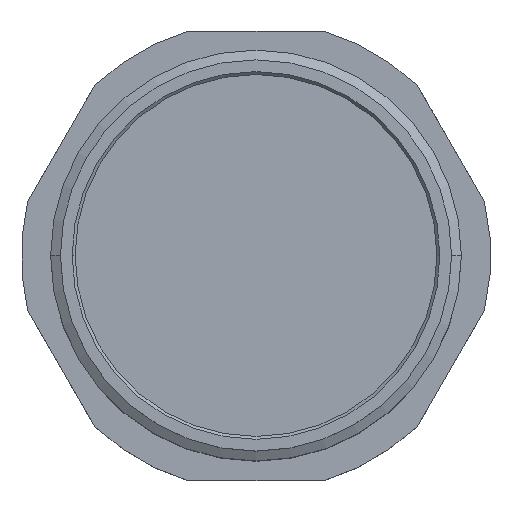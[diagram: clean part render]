
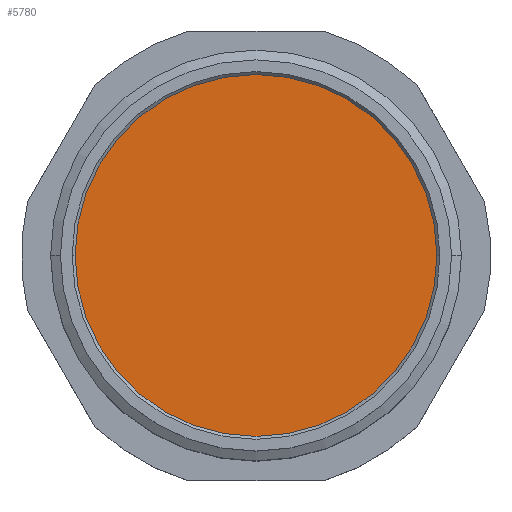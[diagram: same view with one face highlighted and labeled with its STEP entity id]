
A CAD part, top view. The second image highlights one B-rep face of the part: STEP entity #5780.
In plain terms, the highlighted planar face has unit normal (0, 0, 1).
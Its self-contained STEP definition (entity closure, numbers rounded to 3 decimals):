
#3220=CARTESIAN_POINT('',(65.5,47.,-0.3));
#3230=VERTEX_POINT('',#3220);
#3260=CARTESIAN_POINT('',(47.,47.,-0.3));
#3270=DIRECTION('',(0.,0.,1.));
#3280=DIRECTION('',(1.,0.,0.));
#3290=AXIS2_PLACEMENT_3D('',#3260,#3270,#3280);
#3300=CIRCLE('',#3290,18.5);
#3310=CARTESIAN_POINT('',(28.5,47.,-0.3));
#3320=VERTEX_POINT('484373-1176476623-15c55b27c6-0 491441',#3310);
#3330=EDGE_CURVE('484373-1176476623-15c55b27c6-0 486751',#3230,#3320,
#3300,.T.);
#3520=EDGE_CURVE('484373-1176476623-15c55b27c6-0 486751',#3320,#3230,
#3300,.T.);
#5690=CARTESIAN_POINT('',(47.,56.275,-0.3));
#5700=DIRECTION('',(-0.,-0.,-1.));
#5710=DIRECTION('',(0.,-1.,0.));
#5720=AXIS2_PLACEMENT_3D('',#5690,#5700,#5710);
#5730=PLANE('',#5720);
#5740=ORIENTED_EDGE('',*,*,#3520,.T.);
#5750=ORIENTED_EDGE('',*,*,#3330,.T.);
#5760=EDGE_LOOP('',(#5750,#5740));
#5770=FACE_OUTER_BOUND('',#5760,.T.);
#5780=ADVANCED_FACE('046873-1176535016-18dedf06dc-0 131778',(#5770),
#5730,.F.);
